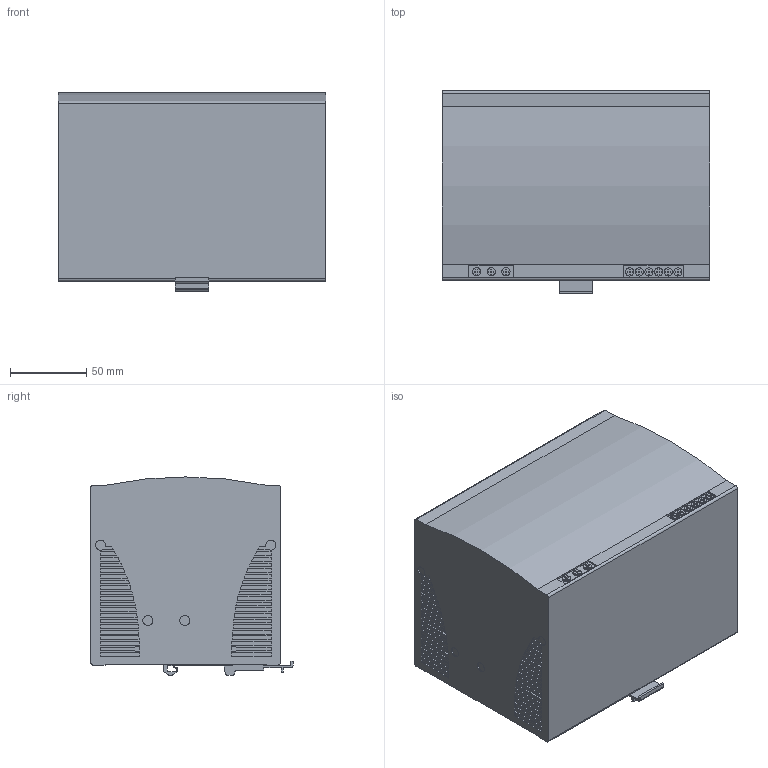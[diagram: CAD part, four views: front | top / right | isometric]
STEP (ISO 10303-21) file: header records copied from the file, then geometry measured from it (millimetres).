
FILE_DESCRIPTION((''),'2;1');
FILE_NAME('3d_PSL148024.stp','2012-10-10T14:29:55',(''),(''),'Mechanical Desktop 2011','Mechanical Desktop 2011',', , ');
FILE_SCHEMA(('CONFIG_CONTROL_DESIGN'));
Length unit declared in the file: millimetre
Products named in the file (1): Product
Bounding box: 175.5 x 132.82 x 130.14 mm (x, y, z)
Volume: 2639292 mm3; surface area: 124669.2 mm2
Topology: 2 solids, 2 shells, 791 faces, 2075 edges, 1392 vertices
Faces by surface type: plane 742, cylinder 49
Entity records: 24078 total; most frequent: CARTESIAN_POINT 4259, ORIENTED_EDGE 4150, DIRECTION 3783, EDGE_CURVE 2075, VECTOR 1951, LINE 1951, VERTEX_POINT 1392, AXIS2_PLACEMENT_3D 916
